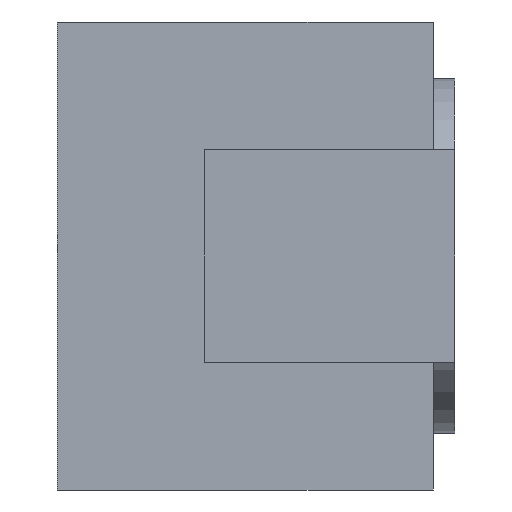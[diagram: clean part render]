
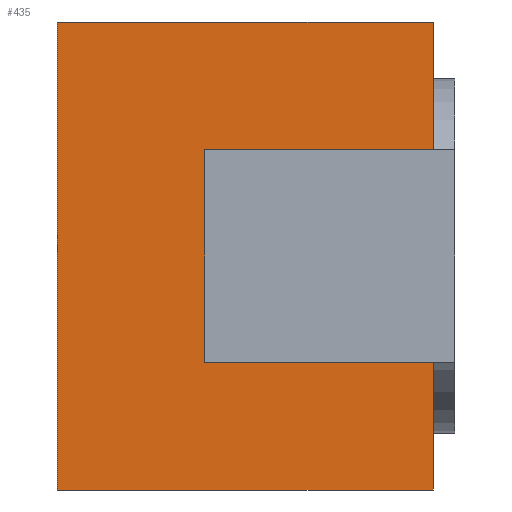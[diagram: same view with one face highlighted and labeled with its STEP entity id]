
A CAD part, left-side view. The second image highlights one B-rep face of the part: STEP entity #435.
In plain terms, the highlighted planar face has unit normal (-1, 0, 0).
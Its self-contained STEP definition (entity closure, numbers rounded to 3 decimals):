
#17=DIRECTION('',(0.,0.,1.));
#18=VECTOR('',#17,0.9);
#19=CARTESIAN_POINT('',(-2.35,0.,-1.65));
#20=LINE('',#19,#18);
#33=DIRECTION('',(0.,0.,1.));
#34=VECTOR('',#33,0.9);
#35=CARTESIAN_POINT('',(-2.35,0.,0.75));
#36=LINE('',#35,#34);
#107=DIRECTION('',(0.,0.,1.));
#108=VECTOR('',#107,1.5);
#109=CARTESIAN_POINT('',(-2.35,1.61,-0.75));
#110=LINE('',#109,#108);
#111=DIRECTION('',(0.,1.,0.));
#112=VECTOR('',#111,1.61);
#113=CARTESIAN_POINT('',(-2.35,0.,-0.75));
#114=LINE('',#113,#112);
#115=DIRECTION('',(0.,1.,0.));
#116=VECTOR('',#115,2.65);
#117=CARTESIAN_POINT('',(-2.35,0.,-1.65));
#118=LINE('',#117,#116);
#119=DIRECTION('',(0.,1.,0.));
#120=VECTOR('',#119,1.61);
#121=CARTESIAN_POINT('',(-2.35,0.,0.75));
#122=LINE('',#121,#120);
#201=DIRECTION('',(0.,0.,1.));
#202=VECTOR('',#201,3.3);
#203=CARTESIAN_POINT('',(-2.35,2.65,-1.65));
#204=LINE('',#203,#202);
#217=DIRECTION('',(0.,1.,0.));
#218=VECTOR('',#217,2.65);
#219=CARTESIAN_POINT('',(-2.35,0.,1.65));
#220=LINE('',#219,#218);
#221=CARTESIAN_POINT('',(-2.35,0.,1.65));
#223=VERTEX_POINT('',#221);
#226=CARTESIAN_POINT('',(-2.35,0.,-1.65));
#228=VERTEX_POINT('',#226);
#229=CARTESIAN_POINT('',(-2.35,2.65,-1.65));
#230=CARTESIAN_POINT('',(-2.35,2.65,1.65));
#231=VERTEX_POINT('',#229);
#232=VERTEX_POINT('',#230);
#269=CARTESIAN_POINT('',(-2.35,0.,0.75));
#271=VERTEX_POINT('',#269);
#273=CARTESIAN_POINT('',(-2.35,0.,-0.75));
#275=VERTEX_POINT('',#273);
#277=CARTESIAN_POINT('',(-2.35,1.61,-0.75));
#278=CARTESIAN_POINT('',(-2.35,1.61,0.75));
#279=VERTEX_POINT('',#277);
#280=VERTEX_POINT('',#278);
#415=CARTESIAN_POINT('',(-2.35,0.,-1.65));
#416=DIRECTION('',(-1.,0.,0.));
#417=DIRECTION('',(0.,0.,1.));
#418=AXIS2_PLACEMENT_3D('',#415,#416,#417);
#419=PLANE('',#418);
#420=ORIENTED_EDGE('',*,*,#390,.F.);
#422=ORIENTED_EDGE('',*,*,#421,.F.);
#423=ORIENTED_EDGE('',*,*,#306,.F.);
#425=ORIENTED_EDGE('',*,*,#424,.T.);
#427=ORIENTED_EDGE('',*,*,#426,.T.);
#429=ORIENTED_EDGE('',*,*,#428,.F.);
#430=ORIENTED_EDGE('',*,*,#314,.F.);
#432=ORIENTED_EDGE('',*,*,#431,.T.);
#433=EDGE_LOOP('',(#420,#422,#423,#425,#427,#429,#430,#432));
#434=FACE_OUTER_BOUND('',#433,.F.);
#306=EDGE_CURVE('',#228,#275,#20,.T.);
#314=EDGE_CURVE('',#271,#223,#36,.T.);
#390=EDGE_CURVE('',#279,#280,#110,.T.);
#421=EDGE_CURVE('',#275,#279,#114,.T.);
#424=EDGE_CURVE('',#228,#231,#118,.T.);
#426=EDGE_CURVE('',#231,#232,#204,.T.);
#428=EDGE_CURVE('',#223,#232,#220,.T.);
#431=EDGE_CURVE('',#271,#280,#122,.T.);
#435=ADVANCED_FACE('',(#434),#419,.T.);
